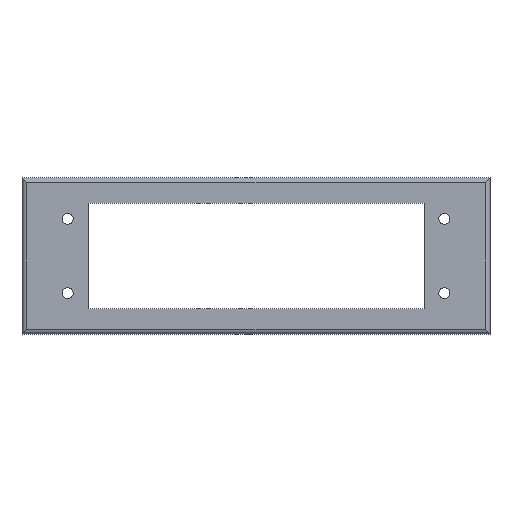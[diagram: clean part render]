
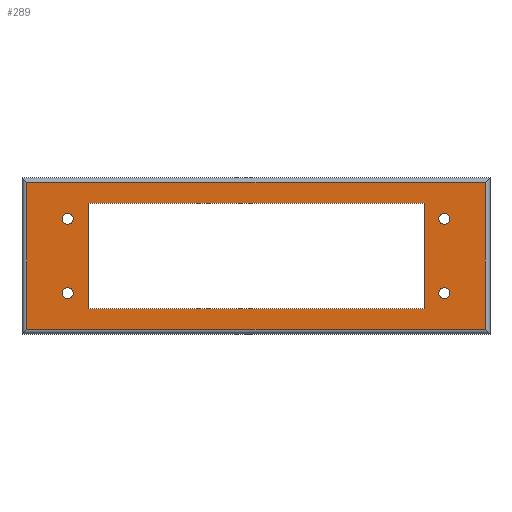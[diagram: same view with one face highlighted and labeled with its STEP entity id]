
A CAD part, top view. The second image highlights one B-rep face of the part: STEP entity #289.
In plain terms, the highlighted planar face has unit normal (0, 0, 1).
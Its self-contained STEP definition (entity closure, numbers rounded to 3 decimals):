
#93 = VERTEX_POINT('',#94);
#94 = CARTESIAN_POINT('',(-95.5,-30.5,4.));
#101 = EDGE_CURVE('',#93,#102,#104,.T.);
#102 = VERTEX_POINT('',#103);
#103 = CARTESIAN_POINT('',(95.5,-30.5,4.));
#104 = LINE('',#105,#106);
#105 = CARTESIAN_POINT('',(-97.5,-30.5,4.));
#106 = VECTOR('',#107,1.);
#107 = DIRECTION('',(1.,0.,0.));
#269 = VERTEX_POINT('',#270);
#270 = CARTESIAN_POINT('',(-95.5,30.5,4.));
#277 = EDGE_CURVE('',#269,#93,#278,.T.);
#278 = LINE('',#279,#280);
#279 = CARTESIAN_POINT('',(-95.5,32.5,4.));
#280 = VECTOR('',#281,1.);
#281 = DIRECTION('',(0.,-1.,0.));
#289 = ADVANCED_FACE('',(#290,#308,#342,#353,#364,#375),#386,.T.);
#290 = FACE_BOUND('',#291,.T.);
#291 = EDGE_LOOP('',(#292,#300,#301,#302));
#292 = ORIENTED_EDGE('',*,*,#293,.T.);
#293 = EDGE_CURVE('',#294,#269,#296,.T.);
#294 = VERTEX_POINT('',#295);
#295 = CARTESIAN_POINT('',(95.5,30.5,4.));
#296 = LINE('',#297,#298);
#297 = CARTESIAN_POINT('',(97.5,30.5,4.));
#298 = VECTOR('',#299,1.);
#299 = DIRECTION('',(-1.,0.,0.));
#300 = ORIENTED_EDGE('',*,*,#277,.T.);
#301 = ORIENTED_EDGE('',*,*,#101,.T.);
#302 = ORIENTED_EDGE('',*,*,#303,.T.);
#303 = EDGE_CURVE('',#102,#294,#304,.T.);
#304 = LINE('',#305,#306);
#305 = CARTESIAN_POINT('',(95.5,-32.5,4.));
#306 = VECTOR('',#307,1.);
#307 = DIRECTION('',(0.,1.,0.));
#308 = FACE_BOUND('',#309,.F.);
#309 = EDGE_LOOP('',(#310,#320,#328,#336));
#310 = ORIENTED_EDGE('',*,*,#311,.T.);
#311 = EDGE_CURVE('',#312,#314,#316,.T.);
#312 = VERTEX_POINT('',#313);
#313 = CARTESIAN_POINT('',(-70.,-22.,4.));
#314 = VERTEX_POINT('',#315);
#315 = CARTESIAN_POINT('',(70.,-22.,4.));
#316 = LINE('',#317,#318);
#317 = CARTESIAN_POINT('',(-70.,-22.,4.));
#318 = VECTOR('',#319,1.);
#319 = DIRECTION('',(1.,0.,0.));
#320 = ORIENTED_EDGE('',*,*,#321,.T.);
#321 = EDGE_CURVE('',#314,#322,#324,.T.);
#322 = VERTEX_POINT('',#323);
#323 = CARTESIAN_POINT('',(70.,22.,4.));
#324 = LINE('',#325,#326);
#325 = CARTESIAN_POINT('',(70.,-22.,4.));
#326 = VECTOR('',#327,1.);
#327 = DIRECTION('',(0.,1.,0.));
#328 = ORIENTED_EDGE('',*,*,#329,.T.);
#329 = EDGE_CURVE('',#322,#330,#332,.T.);
#330 = VERTEX_POINT('',#331);
#331 = CARTESIAN_POINT('',(-70.,22.,4.));
#332 = LINE('',#333,#334);
#333 = CARTESIAN_POINT('',(70.,22.,4.));
#334 = VECTOR('',#335,1.);
#335 = DIRECTION('',(-1.,0.,0.));
#336 = ORIENTED_EDGE('',*,*,#337,.T.);
#337 = EDGE_CURVE('',#330,#312,#338,.T.);
#338 = LINE('',#339,#340);
#339 = CARTESIAN_POINT('',(-70.,22.,4.));
#340 = VECTOR('',#341,1.);
#341 = DIRECTION('',(0.,-1.,0.));
#342 = FACE_BOUND('',#343,.F.);
#343 = EDGE_LOOP('',(#344));
#344 = ORIENTED_EDGE('',*,*,#345,.T.);
#345 = EDGE_CURVE('',#346,#346,#348,.T.);
#346 = VERTEX_POINT('',#347);
#347 = CARTESIAN_POINT('',(80.8,15.5,4.));
#348 = CIRCLE('',#349,2.3);
#349 = AXIS2_PLACEMENT_3D('',#350,#351,#352);
#350 = CARTESIAN_POINT('',(78.5,15.5,4.));
#351 = DIRECTION('',(0.,0.,1.));
#352 = DIRECTION('',(1.,0.,0.));
#353 = FACE_BOUND('',#354,.F.);
#354 = EDGE_LOOP('',(#355));
#355 = ORIENTED_EDGE('',*,*,#356,.T.);
#356 = EDGE_CURVE('',#357,#357,#359,.T.);
#357 = VERTEX_POINT('',#358);
#358 = CARTESIAN_POINT('',(-76.2,15.5,4.));
#359 = CIRCLE('',#360,2.3);
#360 = AXIS2_PLACEMENT_3D('',#361,#362,#363);
#361 = CARTESIAN_POINT('',(-78.5,15.5,4.));
#362 = DIRECTION('',(0.,0.,1.));
#363 = DIRECTION('',(1.,0.,0.));
#364 = FACE_BOUND('',#365,.F.);
#365 = EDGE_LOOP('',(#366));
#366 = ORIENTED_EDGE('',*,*,#367,.T.);
#367 = EDGE_CURVE('',#368,#368,#370,.T.);
#368 = VERTEX_POINT('',#369);
#369 = CARTESIAN_POINT('',(-76.2,-15.5,4.));
#370 = CIRCLE('',#371,2.3);
#371 = AXIS2_PLACEMENT_3D('',#372,#373,#374);
#372 = CARTESIAN_POINT('',(-78.5,-15.5,4.));
#373 = DIRECTION('',(0.,0.,1.));
#374 = DIRECTION('',(1.,0.,0.));
#375 = FACE_BOUND('',#376,.F.);
#376 = EDGE_LOOP('',(#377));
#377 = ORIENTED_EDGE('',*,*,#378,.T.);
#378 = EDGE_CURVE('',#379,#379,#381,.T.);
#379 = VERTEX_POINT('',#380);
#380 = CARTESIAN_POINT('',(80.8,-15.5,4.));
#381 = CIRCLE('',#382,2.3);
#382 = AXIS2_PLACEMENT_3D('',#383,#384,#385);
#383 = CARTESIAN_POINT('',(78.5,-15.5,4.));
#384 = DIRECTION('',(0.,0.,1.));
#385 = DIRECTION('',(1.,0.,0.));
#386 = PLANE('',#387);
#387 = AXIS2_PLACEMENT_3D('',#388,#389,#390);
#388 = CARTESIAN_POINT('',(0.,0.,4.));
#389 = DIRECTION('',(0.,0.,1.));
#390 = DIRECTION('',(1.,0.,0.));
